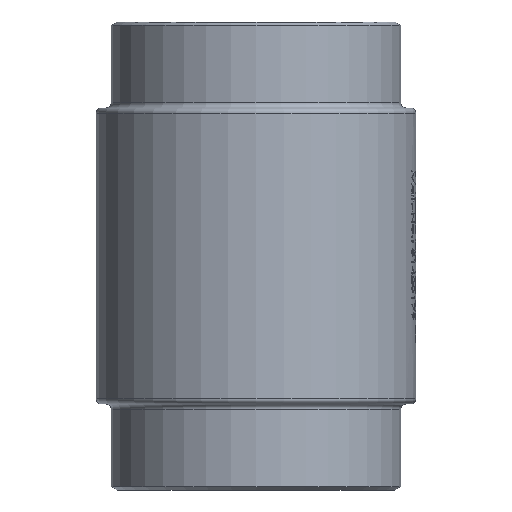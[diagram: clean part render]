
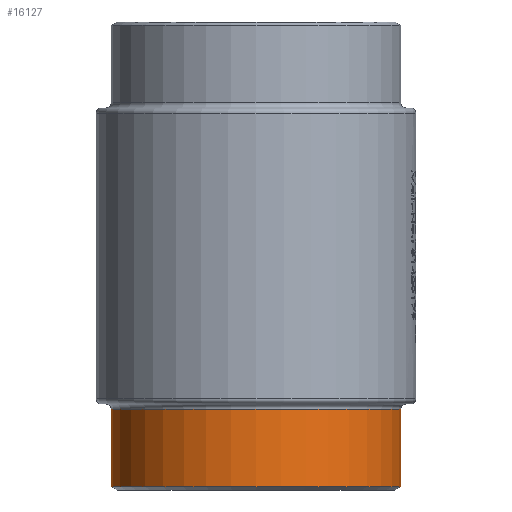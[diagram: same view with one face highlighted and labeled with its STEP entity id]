
A CAD part, front view. The second image highlights one B-rep face of the part: STEP entity #16127.
In plain terms, the highlighted cylindrical face has radius 84.15 mm (diameter 168.3 mm), a partial arc.
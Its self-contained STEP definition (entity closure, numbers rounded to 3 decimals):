
#581 = VERTEX_POINT ( 'NONE', #19522 ) ;
#739 = CYLINDRICAL_SURFACE ( 'NONE', #4597, 84.15 ) ;
#1035 = VECTOR ( 'NONE', #9148, 1000. ) ;
#1399 = AXIS2_PLACEMENT_3D ( 'NONE', #11644, #20059, #2944 ) ;
#2944 = DIRECTION ( 'NONE',  ( 1., 0., 0. ) ) ;
#3154 = AXIS2_PLACEMENT_3D ( 'NONE', #16306, #18246, #24723 ) ;
#3350 = CARTESIAN_POINT ( 'NONE',  ( 0., 0., -272. ) ) ;
#3397 = ORIENTED_EDGE ( 'NONE', *, *, #17685, .F. ) ;
#4597 = AXIS2_PLACEMENT_3D ( 'NONE', #3350, #24060, #13688 ) ;
#6729 = LINE ( 'NONE', #23705, #21285 ) ;
#7130 = CIRCLE ( 'NONE', #1399, 84.15 ) ;
#8777 = CARTESIAN_POINT ( 'NONE',  ( 84.15, 0., -269.979 ) ) ;
#9148 = DIRECTION ( 'NONE',  ( 0., 0., -1. ) ) ;
#11644 = CARTESIAN_POINT ( 'NONE',  ( 0., 0., -225. ) ) ;
#13050 = ORIENTED_EDGE ( 'NONE', *, *, #23459, .T. ) ;
#13416 = CARTESIAN_POINT ( 'NONE',  ( 84.15, 0., -272. ) ) ;
#13688 = DIRECTION ( 'NONE',  ( 1., 0., 0. ) ) ;
#14403 = VERTEX_POINT ( 'NONE', #17304 ) ;
#15573 = ORIENTED_EDGE ( 'NONE', *, *, #25967, .T. ) ;
#15923 = CIRCLE ( 'NONE', #3154, 84.15 ) ;
#16127 = ADVANCED_FACE ( 'NONE', ( #26112 ), #739, .T. ) ;
#16306 = CARTESIAN_POINT ( 'NONE',  ( 0., 0., -269.979 ) ) ;
#17304 = CARTESIAN_POINT ( 'NONE',  ( -84.15, 0., -225. ) ) ;
#17685 = EDGE_CURVE ( 'NONE', #581, #24558, #21439, .T. ) ;
#18137 = EDGE_LOOP ( 'NONE', ( #22443, #13050, #15573, #3397 ) ) ;
#18246 = DIRECTION ( 'NONE',  ( 0., 0., 1. ) ) ;
#19522 = CARTESIAN_POINT ( 'NONE',  ( 84.15, 0., -225. ) ) ;
#20059 = DIRECTION ( 'NONE',  ( 0., 0., -1. ) ) ;
#20062 = CARTESIAN_POINT ( 'NONE',  ( -84.15, 0., -269.979 ) ) ;
#21285 = VECTOR ( 'NONE', #23431, 1000. ) ;
#21439 = LINE ( 'NONE', #13416, #1035 ) ;
#22443 = ORIENTED_EDGE ( 'NONE', *, *, #25906, .T. ) ;
#23431 = DIRECTION ( 'NONE',  ( 0., 0., -1. ) ) ;
#23459 = EDGE_CURVE ( 'NONE', #14403, #26602, #6729, .T. ) ;
#23705 = CARTESIAN_POINT ( 'NONE',  ( -84.15, 0., -272. ) ) ;
#24060 = DIRECTION ( 'NONE',  ( 0., 0., -1. ) ) ;
#24558 = VERTEX_POINT ( 'NONE', #8777 ) ;
#24723 = DIRECTION ( 'NONE',  ( 1., 0., 0. ) ) ;
#25906 = EDGE_CURVE ( 'NONE', #581, #14403, #7130, .T. ) ;
#25967 = EDGE_CURVE ( 'NONE', #26602, #24558, #15923, .T. ) ;
#26112 = FACE_OUTER_BOUND ( 'NONE', #18137, .T. ) ;
#26602 = VERTEX_POINT ( 'NONE', #20062 ) ;
